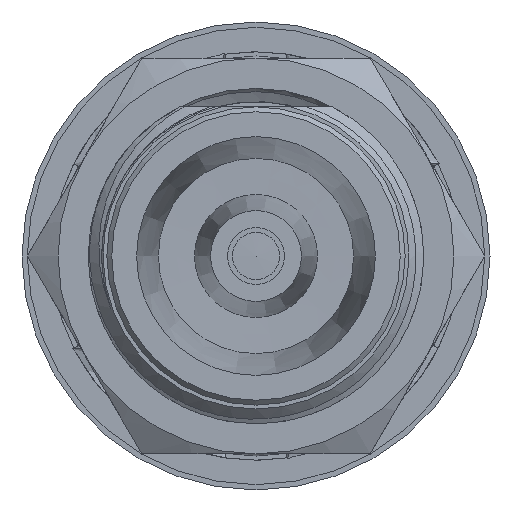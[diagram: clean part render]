
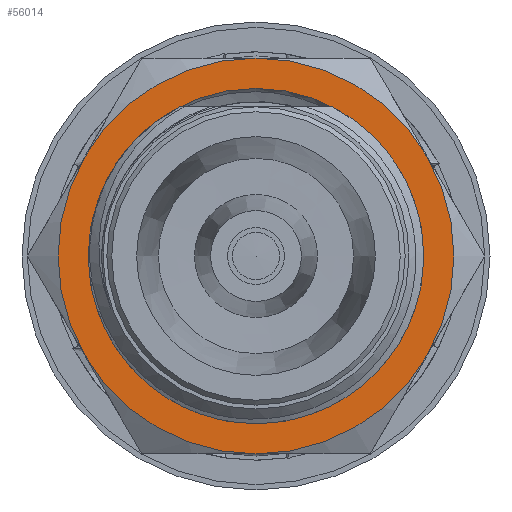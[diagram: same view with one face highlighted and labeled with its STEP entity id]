
A CAD part, left-side view. The second image highlights one B-rep face of the part: STEP entity #56014.
In plain terms, the highlighted planar face has unit normal (-1, 0, 0).
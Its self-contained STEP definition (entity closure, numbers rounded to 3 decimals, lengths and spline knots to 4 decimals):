
#641 = VERTEX_POINT ( 'NONE', #58027 ) ;
#1598 = AXIS2_PLACEMENT_3D ( 'NONE', #51255, #1766, #14753 ) ;
#1716 = CARTESIAN_POINT ( 'NONE',  ( 0.523, -0.3516, -0.203 ) ) ;
#1731 = CARTESIAN_POINT ( 'NONE',  ( 0.523, 0., 0. ) ) ;
#1766 = DIRECTION ( 'NONE',  ( -1., 0., 0. ) ) ;
#1937 = CARTESIAN_POINT ( 'NONE',  ( 0.523, 0.3516, 0.203 ) ) ;
#2825 = DIRECTION ( 'NONE',  ( -1., 0., 0. ) ) ;
#3348 = EDGE_CURVE ( 'NONE', #24787, #641, #27923, .T. ) ;
#4155 = DIRECTION ( 'NONE',  ( 0., 0., -1. ) ) ;
#4511 = AXIS2_PLACEMENT_3D ( 'NONE', #46542, #24197, #6397 ) ;
#5001 = AXIS2_PLACEMENT_3D ( 'NONE', #37931, #56335, #47266 ) ;
#5112 = CARTESIAN_POINT ( 'NONE',  ( 0.523, 0., 0. ) ) ;
#5924 = EDGE_CURVE ( 'NONE', #641, #55080, #24043, .T. ) ;
#6286 = DIRECTION ( 'NONE',  ( 0., 0., -1. ) ) ;
#6397 = DIRECTION ( 'NONE',  ( 0., 0., -1. ) ) ;
#6604 = EDGE_LOOP ( 'NONE', ( #56135 ) ) ;
#8801 = CARTESIAN_POINT ( 'NONE',  ( 0.523, 0., 0.3438 ) ) ;
#10647 = DIRECTION ( 'NONE',  ( 0., 0., -1. ) ) ;
#10950 = CARTESIAN_POINT ( 'NONE',  ( 0.523, 0., 0. ) ) ;
#11270 = CARTESIAN_POINT ( 'NONE',  ( 0.523, 0., 0. ) ) ;
#11897 = EDGE_CURVE ( 'NONE', #18051, #24787, #57884, .T. ) ;
#12638 = ORIENTED_EDGE ( 'NONE', *, *, #34663, .F. ) ;
#13830 = PLANE ( 'NONE',  #5001 ) ;
#14753 = DIRECTION ( 'NONE',  ( 0., 0., 1. ) ) ;
#15656 = CARTESIAN_POINT ( 'NONE',  ( 0.523, -0.3516, 0.203 ) ) ;
#16821 = CARTESIAN_POINT ( 'NONE',  ( 0.523, 0., -0.406 ) ) ;
#17136 = DIRECTION ( 'NONE',  ( 1., 0., 0. ) ) ;
#18051 = VERTEX_POINT ( 'NONE', #1716 ) ;
#18479 = CIRCLE ( 'NONE', #41619, 0.406 ) ;
#19251 = ORIENTED_EDGE ( 'NONE', *, *, #54324, .T. ) ;
#19527 = FACE_OUTER_BOUND ( 'NONE', #54935, .T. ) ;
#19823 = DIRECTION ( 'NONE',  ( 1., 0., 0. ) ) ;
#20597 = AXIS2_PLACEMENT_3D ( 'NONE', #10950, #56510, #10647 ) ;
#21688 = CARTESIAN_POINT ( 'NONE',  ( 0.523, 0., 0.406 ) ) ;
#23114 = AXIS2_PLACEMENT_3D ( 'NONE', #58468, #17136, #4155 ) ;
#23777 = CIRCLE ( 'NONE', #1598, 0.3438 ) ;
#24043 = CIRCLE ( 'NONE', #29872, 0.406 ) ;
#24197 = DIRECTION ( 'NONE',  ( 1., 0., 0. ) ) ;
#24787 = VERTEX_POINT ( 'NONE', #16821 ) ;
#27923 = CIRCLE ( 'NONE', #23114, 0.406 ) ;
#29872 = AXIS2_PLACEMENT_3D ( 'NONE', #1731, #19823, #38228 ) ;
#30223 = ORIENTED_EDGE ( 'NONE', *, *, #39448, .F. ) ;
#31727 = VERTEX_POINT ( 'NONE', #8801 ) ;
#34663 = EDGE_CURVE ( 'NONE', #37565, #45681, #36973, .T. ) ;
#36973 = CIRCLE ( 'NONE', #20597, 0.406 ) ;
#37391 = DIRECTION ( 'NONE',  ( 1., 0., 0. ) ) ;
#37565 = VERTEX_POINT ( 'NONE', #21688 ) ;
#37931 = CARTESIAN_POINT ( 'NONE',  ( 0.523, 0.2344, 0.406 ) ) ;
#38092 = ORIENTED_EDGE ( 'NONE', *, *, #11897, .F. ) ;
#38203 = CIRCLE ( 'NONE', #4511, 0.406 ) ;
#38228 = DIRECTION ( 'NONE',  ( 0., 0., -1. ) ) ;
#39448 = EDGE_CURVE ( 'NONE', #45681, #18051, #38203, .T. ) ;
#41532 = ORIENTED_EDGE ( 'NONE', *, *, #3348, .F. ) ;
#41619 = AXIS2_PLACEMENT_3D ( 'NONE', #11270, #2825, #43255 ) ;
#42054 = EDGE_CURVE ( 'NONE', #31727, #31727, #23777, .T. ) ;
#43255 = DIRECTION ( 'NONE',  ( 0., 0., 1. ) ) ;
#44695 = ORIENTED_EDGE ( 'NONE', *, *, #5924, .F. ) ;
#45681 = VERTEX_POINT ( 'NONE', #15656 ) ;
#46542 = CARTESIAN_POINT ( 'NONE',  ( 0.523, 0., 0. ) ) ;
#47266 = DIRECTION ( 'NONE',  ( 0., 1., 0. ) ) ;
#50916 = FACE_BOUND ( 'NONE', #6604, .T. ) ;
#51255 = CARTESIAN_POINT ( 'NONE',  ( 0.523, 0., 0. ) ) ;
#54324 = EDGE_CURVE ( 'NONE', #37565, #55080, #18479, .T. ) ;
#54935 = EDGE_LOOP ( 'NONE', ( #41532, #38092, #30223, #12638, #19251, #44695 ) ) ;
#54985 = AXIS2_PLACEMENT_3D ( 'NONE', #5112, #37391, #6286 ) ;
#55080 = VERTEX_POINT ( 'NONE', #1937 ) ;
#56014 = ADVANCED_FACE ( 'NONE', ( #50916, #19527 ), #13830, .F. ) ;
#56135 = ORIENTED_EDGE ( 'NONE', *, *, #42054, .F. ) ;
#56335 = DIRECTION ( 'NONE',  ( 1., 0., 0. ) ) ;
#56510 = DIRECTION ( 'NONE',  ( 1., 0., 0. ) ) ;
#57884 = CIRCLE ( 'NONE', #54985, 0.406 ) ;
#58027 = CARTESIAN_POINT ( 'NONE',  ( 0.523, 0.3516, -0.203 ) ) ;
#58468 = CARTESIAN_POINT ( 'NONE',  ( 0.523, 0., 0. ) ) ;
